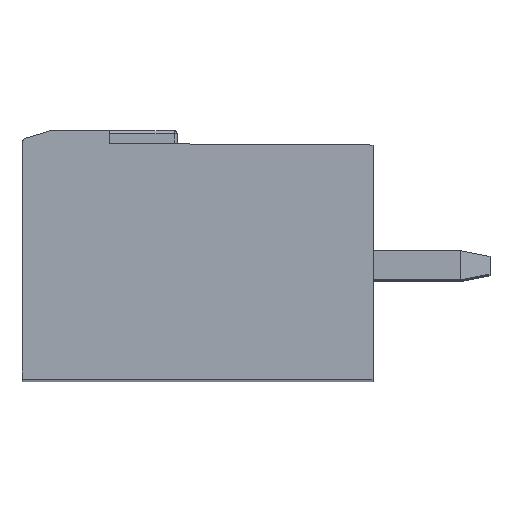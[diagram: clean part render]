
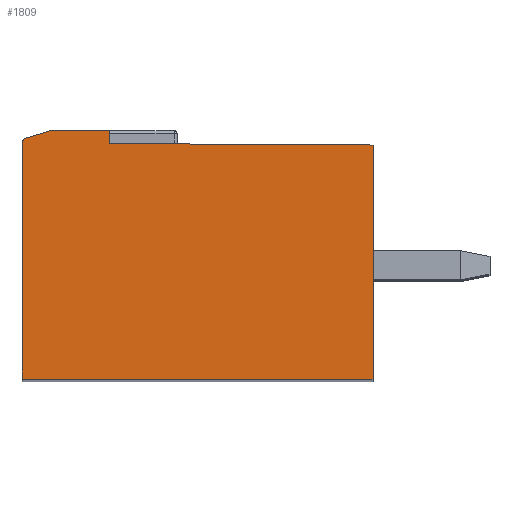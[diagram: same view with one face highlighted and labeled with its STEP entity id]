
A CAD part, top view. The second image highlights one B-rep face of the part: STEP entity #1809.
In plain terms, the highlighted planar face has unit normal (0, 0, 1).
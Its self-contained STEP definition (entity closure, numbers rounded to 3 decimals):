
#72 = CARTESIAN_POINT ( 'NONE',  ( 9.043, 8.243, 43.18 ) ) ;
#536 = EDGE_CURVE ( 'NONE', #5193, #4887, #3059, .T. ) ;
#642 = ORIENTED_EDGE ( 'NONE', *, *, #5746, .T. ) ;
#881 = PLANE ( 'NONE',  #14707 ) ;
#1809 = ADVANCED_FACE ( 'NONE', ( #10846 ), #881, .T. ) ;
#1961 = CARTESIAN_POINT ( 'NONE',  ( 20.9, 8., 43.18 ) ) ;
#2171 = LINE ( 'NONE', #8633, #9137 ) ;
#2707 = DIRECTION ( 'NONE',  ( -1., 0., 0. ) ) ;
#2861 = CARTESIAN_POINT ( 'NONE',  ( 11.9, 8.05, 43.18 ) ) ;
#3007 = ORIENTED_EDGE ( 'NONE', *, *, #8658, .F. ) ;
#3059 = LINE ( 'NONE', #4741, #17597 ) ;
#3275 = VERTEX_POINT ( 'NONE', #72 ) ;
#3670 = CARTESIAN_POINT ( 'NONE',  ( 8.9, 0., 43.18 ) ) ;
#3686 = EDGE_CURVE ( 'NONE', #4887, #16662, #18463, .T. ) ;
#3937 = CARTESIAN_POINT ( 'NONE',  ( 8.9, 8.036, 43.18 ) ) ;
#4285 = CARTESIAN_POINT ( 'NONE',  ( 8.9, 0., 43.18 ) ) ;
#4288 = CARTESIAN_POINT ( 'NONE',  ( 9.1, 8.5, 43.18 ) ) ;
#4700 = ORIENTED_EDGE ( 'NONE', *, *, #3686, .F. ) ;
#4741 = CARTESIAN_POINT ( 'NONE',  ( 11.9, 8.05, 43.18 ) ) ;
#4841 = EDGE_CURVE ( 'NONE', #3275, #8626, #2171, .T. ) ;
#4887 = VERTEX_POINT ( 'NONE', #1961 ) ;
#5157 = CARTESIAN_POINT ( 'NONE',  ( 20.9, 0., 43.18 ) ) ;
#5193 = VERTEX_POINT ( 'NONE', #2861 ) ;
#5241 = CARTESIAN_POINT ( 'NONE',  ( 20.9, 8.036, 43.18 ) ) ;
#5746 = EDGE_CURVE ( 'NONE', #3275, #18729, #17277, .T. ) ;
#5760 = CARTESIAN_POINT ( 'NONE',  ( 9.1, 8.051, 43.18 ) ) ;
#6932 = EDGE_LOOP ( 'NONE', ( #19931, #13717, #3007, #13475, #642, #9915, #19610, #4700 ) ) ;
#7038 = VECTOR ( 'NONE', #10423, 1000. ) ;
#7045 = CARTESIAN_POINT ( 'NONE',  ( 8.9, 8.051, 43.18 ) ) ;
#7129 = DIRECTION ( 'NONE',  ( 0., 1., 0. ) ) ;
#7590 = CARTESIAN_POINT ( 'NONE',  ( 9.9, 8.5, 43.18 ) ) ;
#7835 = DIRECTION ( 'NONE',  ( 1., -0.006, 0. ) ) ;
#8184 = EDGE_CURVE ( 'NONE', #13679, #5193, #16395, .T. ) ;
#8626 = VERTEX_POINT ( 'NONE', #7590 ) ;
#8633 = CARTESIAN_POINT ( 'NONE',  ( 8.9, 8.2, 43.18 ) ) ;
#8658 = EDGE_CURVE ( 'NONE', #8626, #13679, #10862, .T. ) ;
#8957 = CARTESIAN_POINT ( 'NONE',  ( 9.1, 8.036, 43.18 ) ) ;
#9137 = VECTOR ( 'NONE', #15079, 1000. ) ;
#9398 = DIRECTION ( 'NONE',  ( 1., 0., 0. ) ) ;
#9915 = ORIENTED_EDGE ( 'NONE', *, *, #18099, .F. ) ;
#10163 = DIRECTION ( 'NONE',  ( 0., -1., 0. ) ) ;
#10423 = DIRECTION ( 'NONE',  ( 0., -1., 0. ) ) ;
#10846 = FACE_OUTER_BOUND ( 'NONE', #6932, .T. ) ;
#10862 = LINE ( 'NONE', #4288, #15979 ) ;
#11579 = VECTOR ( 'NONE', #10163, 1000. ) ;
#11636 = CARTESIAN_POINT ( 'NONE',  ( 11.9, 8.05, 43.18 ) ) ;
#11665 = EDGE_CURVE ( 'NONE', #16662, #16692, #12437, .T. ) ;
#12230 = VECTOR ( 'NONE', #2707, 1000. ) ;
#12437 = LINE ( 'NONE', #4285, #12230 ) ;
#13475 = ORIENTED_EDGE ( 'NONE', *, *, #4841, .F. ) ;
#13679 = VERTEX_POINT ( 'NONE', #18594 ) ;
#13717 = ORIENTED_EDGE ( 'NONE', *, *, #8184, .F. ) ;
#14707 = AXIS2_PLACEMENT_3D ( 'NONE', #8957, #20705, #15700 ) ;
#15079 = DIRECTION ( 'NONE',  ( 0.958, 0.287, 0. ) ) ;
#15700 = DIRECTION ( 'NONE',  ( -1., 0., 0. ) ) ;
#15802 = DIRECTION ( 'NONE',  ( -1., 0., 0. ) ) ;
#15979 = VECTOR ( 'NONE', #9398, 1000. ) ;
#16395 = LINE ( 'NONE', #11636, #11579 ) ;
#16662 = VERTEX_POINT ( 'NONE', #5157 ) ;
#16692 = VERTEX_POINT ( 'NONE', #3670 ) ;
#17169 = VECTOR ( 'NONE', #7129, 1000. ) ;
#17277 = CIRCLE ( 'NONE', #20317, 0.2 ) ;
#17597 = VECTOR ( 'NONE', #7835, 1000. ) ;
#18099 = EDGE_CURVE ( 'NONE', #16692, #18729, #18453, .T. ) ;
#18453 = LINE ( 'NONE', #3937, #17169 ) ;
#18463 = LINE ( 'NONE', #5241, #7038 ) ;
#18594 = CARTESIAN_POINT ( 'NONE',  ( 11.9, 8.5, 43.18 ) ) ;
#18669 = DIRECTION ( 'NONE',  ( 0., 0., 1. ) ) ;
#18729 = VERTEX_POINT ( 'NONE', #7045 ) ;
#19610 = ORIENTED_EDGE ( 'NONE', *, *, #11665, .F. ) ;
#19931 = ORIENTED_EDGE ( 'NONE', *, *, #536, .F. ) ;
#20317 = AXIS2_PLACEMENT_3D ( 'NONE', #5760, #18669, #15802 ) ;
#20705 = DIRECTION ( 'NONE',  ( 0., 0., 1. ) ) ;
